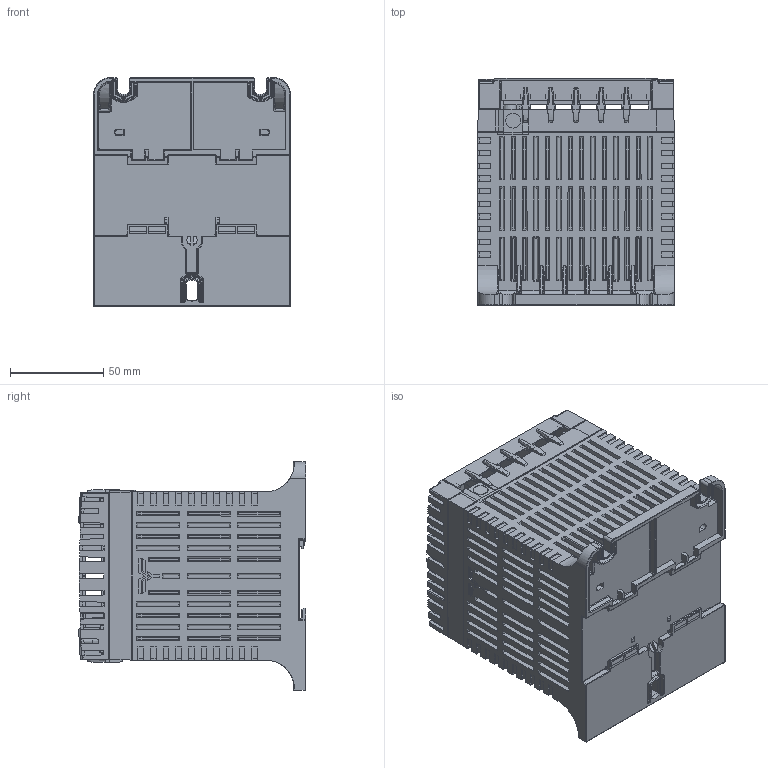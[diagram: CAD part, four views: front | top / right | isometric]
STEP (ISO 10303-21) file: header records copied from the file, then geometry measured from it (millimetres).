
FILE_DESCRIPTION(/* description */ (''),/* implementation_level */ '2;1');
FILE_NAME(/* name */ 'RC32.stp',/* time_stamp */ '2023-07-25T11:51:04+02:00',/* author */ ('DMA'),/* organization */ (''),/* preprocessor_version */ 'ST-DEVELOPER v16.13',/* originating_system */ 'Autodesk Inventor 2018',/* authorisation */ '');
FILE_SCHEMA (('AUTOMOTIVE_DESIGN { 1 0 10303 214 3 1 1 }'));
Products named in the file (1): RC32
Bounding box: 105.4 x 121.94 x 122.8 mm (x, y, z)
Surface area: 205980.7 mm2 (no closed solid volume)
Topology: 0 solids, 16 shells, 3038 faces, 10342 edges, 7074 vertices
Faces by surface type: plane 1968, cylinder 525, bspline 416, torus 61, sphere 41, cone 27
Entity records: 136054 total; most frequent: CARTESIAN_POINT 48414, ORIENTED_EDGE 18027, DIRECTION 16862, EDGE_CURVE 10302, LINE 8068, VECTOR 8068, VERTEX_POINT 7070, AXIS2_PLACEMENT_3D 4397
